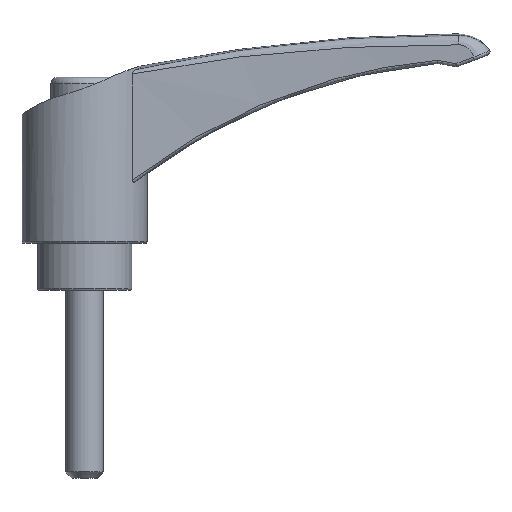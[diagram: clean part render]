
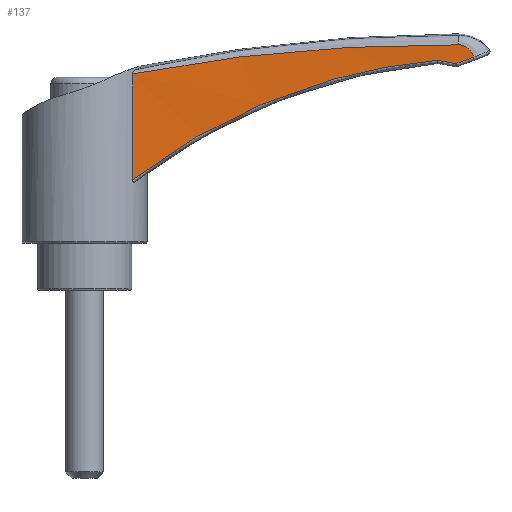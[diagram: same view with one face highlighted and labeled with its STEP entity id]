
A CAD part, front view. The second image highlights one B-rep face of the part: STEP entity #137.
In plain terms, the highlighted cylindrical face has radius 455.21 mm (diameter 910.421 mm), a partial arc.
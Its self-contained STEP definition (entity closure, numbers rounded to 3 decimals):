
#137 = ADVANCED_FACE( '', ( #294 ), #295, .F. );
#294 = FACE_OUTER_BOUND( '', #1904, .T. );
#295 = CYLINDRICAL_SURFACE( '', #1905, 455.21 );
#1904 = EDGE_LOOP( '', ( #2902, #2903, #2904, #2905, #2906, #2907 ) );
#1905 = AXIS2_PLACEMENT_3D( '', #2908, #2909, #2910 );
#2902 = ORIENTED_EDGE( '', *, *, #3123, .F. );
#2903 = ORIENTED_EDGE( '', *, *, #3100, .T. );
#2904 = ORIENTED_EDGE( '', *, *, #3093, .T. );
#2905 = ORIENTED_EDGE( '', *, *, #3140, .T. );
#2906 = ORIENTED_EDGE( '', *, *, #3141, .T. );
#2907 = ORIENTED_EDGE( '', *, *, #3142, .T. );
#2908 = CARTESIAN_POINT( '', ( 32.47, -460.96, 0. ) );
#2909 = DIRECTION( '', ( 0., 0., -1. ) );
#2910 = DIRECTION( '', ( 1., 0., 0. ) );
#3093 = EDGE_CURVE( '', #3301, #3299, #3302, .T. );
#3100 = EDGE_CURVE( '', #3311, #3301, #3312, .T. );
#3123 = EDGE_CURVE( '', #3311, #3342, #3343, .T. );
#3140 = EDGE_CURVE( '', #3299, #3284, #3364, .T. );
#3141 = EDGE_CURVE( '', #3284, #3365, #3366, .T. );
#3142 = EDGE_CURVE( '', #3365, #3342, #3367, .T. );
#3284 = VERTEX_POINT( '', #4359 );
#3299 = VERTEX_POINT( '', #4624 );
#3301 = VERTEX_POINT( '', #4670 );
#3302 = B_SPLINE_CURVE_WITH_KNOTS( '', 3, ( #4671, #4672, #4673, #4674 ), .UNSPECIFIED., .F., .F., ( 4, 4 ), ( 0., 0.003 ), .UNSPECIFIED. );
#3311 = VERTEX_POINT( '', #4724 );
#3312 = B_SPLINE_CURVE_WITH_KNOTS( '', 3, ( #4725, #4726, #4727, #4728, #4729, #4730, #4731, #4732, #4733, #4734, #4735, #4736, #4737, #4738, #4739, #4740, #4741, #4742, #4743, #4744, #4745, #4746, #4747, #4748, #4749, #4750, #4751 ), .UNSPECIFIED., .F., .F., ( 4, 1, 1, 1, 1, 1, 2, 1, 2, 2, 1, 2, 1, 1, 1, 1, 1, 1, 1, 1, 4 ), ( 0., 0.003, 0.007, 0.01, 0.013, 0.017, 0.02, 0.021, 0.021, 0.021, 0.022, 0.023, 0.027, 0.03, 0.033, 0.037, 0.04, 0.043, 0.047, 0.05, 0.053 ), .UNSPECIFIED. );
#3342 = VERTEX_POINT( '', #5023 );
#3343 = B_SPLINE_CURVE_WITH_KNOTS( '', 3, ( #5024, #5025, #5026, #5027 ), .UNSPECIFIED., .F., .F., ( 4, 4 ), ( 0.036, 0.975 ), .UNSPECIFIED. );
#3364 = B_SPLINE_CURVE_WITH_KNOTS( '', 3, ( #5138, #5139, #5140, #5141 ), .UNSPECIFIED., .F., .F., ( 4, 4 ), ( 0., 0.003 ), .UNSPECIFIED. );
#3365 = VERTEX_POINT( '', #5142 );
#3366 = B_SPLINE_CURVE_WITH_KNOTS( '', 3, ( #5143, #5144, #5145, #5146, #5147, #5148, #5149, #5150, #5151, #5152, #5153, #5154, #5155, #5156, #5157, #5158 ), .UNSPECIFIED., .F., .F., ( 4, 1, 1, 1, 1, 1, 1, 1, 1, 1, 1, 1, 1, 4 ), ( 0.145, 0.178, 0.211, 0.244, 0.304, 0.364, 0.427, 0.491, 0.618, 0.746, 0.81, 0.873, 0.936, 1. ), .UNSPECIFIED. );
#3367 = B_SPLINE_CURVE_WITH_KNOTS( '', 3, ( #5159, #5160, #5161, #5162, #5163, #5164, #5165, #5166, #5167, #5168, #5169, #5170, #5171, #5172, #5173, #5174, #5175, #5176, #5177, #5178, #5179 ), .UNSPECIFIED., .F., .F., ( 4, 1, 1, 1, 1, 1, 1, 1, 1, 1, 1, 1, 1, 1, 1, 1, 1, 1, 4 ), ( 0., 0.028, 0.056, 0.084, 0.112, 0.139, 0.167, 0.195, 0.223, 0.25, 0.376, 0.5, 0.625, 0.749, 0.8, 0.851, 0.901, 0.951, 1. ), .UNSPECIFIED. );
#4359 = CARTESIAN_POINT( '', ( 62.085, -6.714, 29.721 ) );
#4624 = CARTESIAN_POINT( '', ( 59.287, -6.541, 28.71 ) );
#4670 = CARTESIAN_POINT( '', ( 56.402, -6.38, 29.23 ) );
#4671 = CARTESIAN_POINT( '', ( 56.402, -6.38, 29.23 ) );
#4672 = CARTESIAN_POINT( '', ( 57.364, -6.43, 29.057 ) );
#4673 = CARTESIAN_POINT( '', ( 58.326, -6.484, 28.884 ) );
#4674 = CARTESIAN_POINT( '', ( 59.287, -6.541, 28.71 ) );
#4724 = CARTESIAN_POINT( '', ( 7.662, -6.426, 10.14 ) );
#4725 = CARTESIAN_POINT( '', ( 7.662, -6.426, 10.14 ) );
#4726 = CARTESIAN_POINT( '', ( 8.543, -6.378, 10.821 ) );
#4727 = CARTESIAN_POINT( '', ( 10.326, -6.286, 12.149 ) );
#4728 = CARTESIAN_POINT( '', ( 13.062, -6.161, 14.039 ) );
#4729 = CARTESIAN_POINT( '', ( 15.86, -6.05, 15.828 ) );
#4730 = CARTESIAN_POINT( '', ( 18.72, -5.955, 17.516 ) );
#4731 = CARTESIAN_POINT( '', ( 21.641, -5.876, 19.103 ) );
#4732 = CARTESIAN_POINT( '', ( 23.631, -5.835, 20.093 ) );
#4733 = CARTESIAN_POINT( '', ( 24.887, -5.813, 20.691 ) );
#4734 = CARTESIAN_POINT( '', ( 25.202, -5.808, 20.839 ) );
#4735 = CARTESIAN_POINT( '', ( 25.518, -5.803, 20.985 ) );
#4736 = CARTESIAN_POINT( '', ( 25.644, -5.801, 21.043 ) );
#4737 = CARTESIAN_POINT( '', ( 25.707, -5.8, 21.073 ) );
#4738 = CARTESIAN_POINT( '', ( 25.897, -5.797, 21.16 ) );
#4739 = CARTESIAN_POINT( '', ( 26.531, -5.788, 21.449 ) );
#4740 = CARTESIAN_POINT( '', ( 27.166, -5.781, 21.73 ) );
#4741 = CARTESIAN_POINT( '', ( 28.695, -5.765, 22.392 ) );
#4742 = CARTESIAN_POINT( '', ( 30.743, -5.75, 23.234 ) );
#4743 = CARTESIAN_POINT( '', ( 33.846, -5.749, 24.383 ) );
#4744 = CARTESIAN_POINT( '', ( 36.978, -5.769, 25.419 ) );
#4745 = CARTESIAN_POINT( '', ( 40.141, -5.811, 26.341 ) );
#4746 = CARTESIAN_POINT( '', ( 43.332, -5.876, 27.15 ) );
#4747 = CARTESIAN_POINT( '', ( 46.554, -5.964, 27.847 ) );
#4748 = CARTESIAN_POINT( '', ( 49.805, -6.076, 28.43 ) );
#4749 = CARTESIAN_POINT( '', ( 53.086, -6.213, 28.898 ) );
#4750 = CARTESIAN_POINT( '', ( 55.293, -6.321, 29.133 ) );
#4751 = CARTESIAN_POINT( '', ( 56.402, -6.38, 29.23 ) );
#5023 = CARTESIAN_POINT( '', ( 7.662, -6.426, 27.061 ) );
#5024 = CARTESIAN_POINT( '', ( 7.662, -6.426, 10.14 ) );
#5025 = CARTESIAN_POINT( '', ( 7.662, -6.426, 15.781 ) );
#5026 = CARTESIAN_POINT( '', ( 7.662, -6.426, 21.421 ) );
#5027 = CARTESIAN_POINT( '', ( 7.662, -6.426, 27.061 ) );
#5138 = CARTESIAN_POINT( '', ( 59.287, -6.541, 28.71 ) );
#5139 = CARTESIAN_POINT( '', ( 60.22, -6.596, 29.048 ) );
#5140 = CARTESIAN_POINT( '', ( 61.153, -6.654, 29.384 ) );
#5141 = CARTESIAN_POINT( '', ( 62.085, -6.714, 29.721 ) );
#5142 = CARTESIAN_POINT( '', ( 59.677, -6.564, 31.703 ) );
#5143 = CARTESIAN_POINT( '', ( 62.085, -6.714, 29.721 ) );
#5144 = CARTESIAN_POINT( '', ( 62.075, -6.714, 29.763 ) );
#5145 = CARTESIAN_POINT( '', ( 62.055, -6.712, 29.848 ) );
#5146 = CARTESIAN_POINT( '', ( 62.017, -6.71, 29.971 ) );
#5147 = CARTESIAN_POINT( '', ( 61.961, -6.706, 30.127 ) );
#5148 = CARTESIAN_POINT( '', ( 61.881, -6.701, 30.31 ) );
#5149 = CARTESIAN_POINT( '', ( 61.766, -6.694, 30.521 ) );
#5150 = CARTESIAN_POINT( '', ( 61.623, -6.684, 30.721 ) );
#5151 = CARTESIAN_POINT( '', ( 61.405, -6.671, 30.974 ) );
#5152 = CARTESIAN_POINT( '', ( 61.089, -6.65, 31.251 ) );
#5153 = CARTESIAN_POINT( '', ( 60.723, -6.628, 31.461 ) );
#5154 = CARTESIAN_POINT( '', ( 60.413, -6.608, 31.585 ) );
#5155 = CARTESIAN_POINT( '', ( 60.172, -6.594, 31.652 ) );
#5156 = CARTESIAN_POINT( '', ( 59.926, -6.579, 31.694 ) );
#5157 = CARTESIAN_POINT( '', ( 59.76, -6.569, 31.7 ) );
#5158 = CARTESIAN_POINT( '', ( 59.677, -6.564, 31.703 ) );
#5159 = CARTESIAN_POINT( '', ( 59.677, -6.564, 31.703 ) );
#5160 = CARTESIAN_POINT( '', ( 59.189, -6.535, 31.706 ) );
#5161 = CARTESIAN_POINT( '', ( 58.215, -6.478, 31.712 ) );
#5162 = CARTESIAN_POINT( '', ( 56.755, -6.398, 31.711 ) );
#5163 = CARTESIAN_POINT( '', ( 55.297, -6.322, 31.703 ) );
#5164 = CARTESIAN_POINT( '', ( 53.841, -6.251, 31.687 ) );
#5165 = CARTESIAN_POINT( '', ( 52.388, -6.185, 31.665 ) );
#5166 = CARTESIAN_POINT( '', ( 50.937, -6.124, 31.635 ) );
#5167 = CARTESIAN_POINT( '', ( 49.489, -6.068, 31.597 ) );
#5168 = CARTESIAN_POINT( '', ( 48.043, -6.016, 31.553 ) );
#5169 = CARTESIAN_POINT( '', ( 44.893, -5.913, 31.439 ) );
#5170 = CARTESIAN_POINT( '', ( 40.066, -5.798, 31.197 ) );
#5171 = CARTESIAN_POINT( '', ( 33.538, -5.736, 30.713 ) );
#5172 = CARTESIAN_POINT( '', ( 27.051, -5.767, 30.07 ) );
#5173 = CARTESIAN_POINT( '', ( 21.849, -5.866, 29.418 ) );
#5174 = CARTESIAN_POINT( '', ( 17.96, -5.979, 28.856 ) );
#5175 = CARTESIAN_POINT( '', ( 15.351, -6.069, 28.449 ) );
#5176 = CARTESIAN_POINT( '', ( 12.766, -6.174, 28.014 ) );
#5177 = CARTESIAN_POINT( '', ( 10.204, -6.292, 27.556 ) );
#5178 = CARTESIAN_POINT( '', ( 8.507, -6.382, 27.226 ) );
#5179 = CARTESIAN_POINT( '', ( 7.662, -6.426, 27.061 ) );
